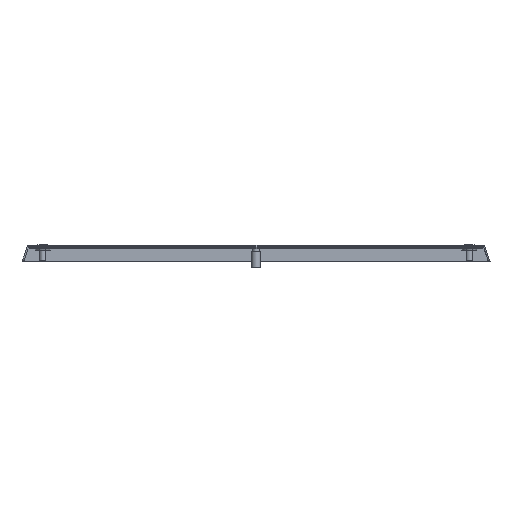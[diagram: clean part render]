
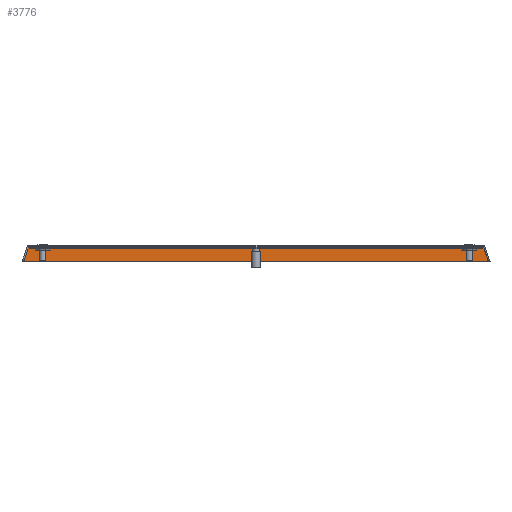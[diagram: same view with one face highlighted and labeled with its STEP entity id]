
A CAD part, front view. The second image highlights one B-rep face of the part: STEP entity #3776.
In plain terms, the highlighted planar face has unit normal (0, -1, 0).
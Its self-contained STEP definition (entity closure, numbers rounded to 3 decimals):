
#264 = CARTESIAN_POINT ( 'NONE',  ( -223.363, 900.4, -16. ) ) ;
#312 = ORIENTED_EDGE ( 'NONE', *, *, #5297, .T. ) ;
#315 = DIRECTION ( 'NONE',  ( -1., 0., 0. ) ) ;
#454 = EDGE_CURVE ( 'NONE', #1495, #4238, #4524, .T. ) ;
#666 = EDGE_CURVE ( 'NONE', #2232, #3864, #1788, .T. ) ;
#693 = LINE ( 'NONE', #2831, #2518 ) ;
#1495 = VERTEX_POINT ( 'NONE', #264 ) ;
#1555 = FACE_OUTER_BOUND ( 'NONE', #1741, .T. ) ;
#1741 = EDGE_LOOP ( 'NONE', ( #3308, #3519, #312, #6842 ) ) ;
#1788 = LINE ( 'NONE', #2919, #4279 ) ;
#1963 = DIRECTION ( 'NONE',  ( 0.309, 0., 0.951 ) ) ;
#2232 = VERTEX_POINT ( 'NONE', #4077 ) ;
#2333 = DIRECTION ( 'NONE',  ( 0.309, 0., -0.951 ) ) ;
#2482 = CARTESIAN_POINT ( 'NONE',  ( -218.651, 900.4, -1.5 ) ) ;
#2518 = VECTOR ( 'NONE', #4375, 1000. ) ;
#2634 = DIRECTION ( 'NONE',  ( 0., 0., 1. ) ) ;
#2831 = CARTESIAN_POINT ( 'NONE',  ( 0., 900.4, -1.5 ) ) ;
#2919 = CARTESIAN_POINT ( 'NONE',  ( 180.554, 900.4, 115.753 ) ) ;
#3308 = ORIENTED_EDGE ( 'NONE', *, *, #4568, .F. ) ;
#3462 = CARTESIAN_POINT ( 'NONE',  ( -223.513, 900.4, -16.464 ) ) ;
#3519 = ORIENTED_EDGE ( 'NONE', *, *, #666, .F. ) ;
#3674 = CARTESIAN_POINT ( 'NONE',  ( -224.94, 900.4, -16. ) ) ;
#3776 = ADVANCED_FACE ( 'NONE', ( #1555 ), #6255, .F. ) ;
#3864 = VERTEX_POINT ( 'NONE', #4900 ) ;
#4008 = LINE ( 'NONE', #5230, #4266 ) ;
#4077 = CARTESIAN_POINT ( 'NONE',  ( 218.651, 900.4, -1.5 ) ) ;
#4238 = VERTEX_POINT ( 'NONE', #2482 ) ;
#4266 = VECTOR ( 'NONE', #315, 1000. ) ;
#4279 = VECTOR ( 'NONE', #2333, 1000. ) ;
#4375 = DIRECTION ( 'NONE',  ( -1., 0., 0. ) ) ;
#4524 = LINE ( 'NONE', #3462, #6006 ) ;
#4568 = EDGE_CURVE ( 'NONE', #3864, #1495, #4008, .T. ) ;
#4900 = CARTESIAN_POINT ( 'NONE',  ( 223.363, 900.4, -16. ) ) ;
#5230 = CARTESIAN_POINT ( 'NONE',  ( 0., 900.4, -16. ) ) ;
#5297 = EDGE_CURVE ( 'NONE', #2232, #4238, #693, .T. ) ;
#5445 = AXIS2_PLACEMENT_3D ( 'NONE', #3674, #5770, #2634 ) ;
#5770 = DIRECTION ( 'NONE',  ( 0., 1., 0. ) ) ;
#6006 = VECTOR ( 'NONE', #1963, 1000. ) ;
#6255 = PLANE ( 'NONE',  #5445 ) ;
#6842 = ORIENTED_EDGE ( 'NONE', *, *, #454, .F. ) ;
